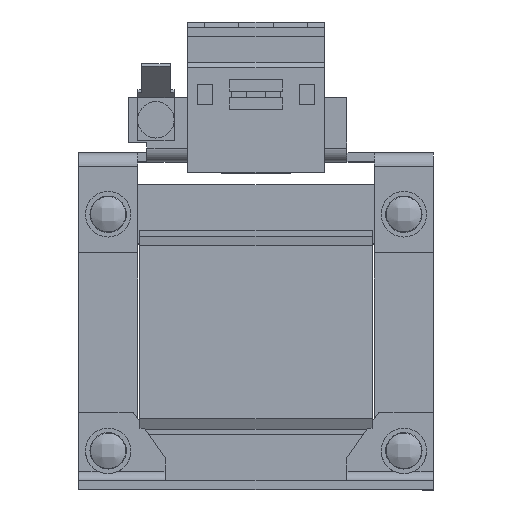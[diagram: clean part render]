
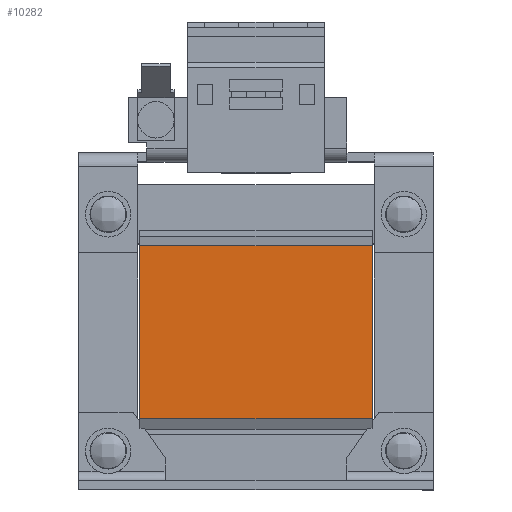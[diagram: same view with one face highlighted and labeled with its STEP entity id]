
A CAD part, top view. The second image highlights one B-rep face of the part: STEP entity #10282.
In plain terms, the highlighted planar face has unit normal (0, 0, 1).
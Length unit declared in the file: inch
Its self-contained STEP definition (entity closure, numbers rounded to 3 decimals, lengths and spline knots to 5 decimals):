
#334 = CARTESIAN_POINT ( 'NONE',  ( -1.00394, 0.74803, 1.36614 ) ) ;
#709 = LINE ( 'NONE', #8529, #8503 ) ;
#1300 = EDGE_CURVE ( 'NONE', #8918, #10777, #3727, .T. ) ;
#1574 = VECTOR ( 'NONE', #4704, 39.37008 ) ;
#1598 = VERTEX_POINT ( 'NONE', #334 ) ;
#1746 = ORIENTED_EDGE ( 'NONE', *, *, #1300, .T. ) ;
#2055 = EDGE_CURVE ( 'NONE', #1598, #10092, #2969, .T. ) ;
#2107 = VECTOR ( 'NONE', #10632, 39.37008 ) ;
#2799 = AXIS2_PLACEMENT_3D ( 'NONE', #7905, #10225, #9530 ) ;
#2969 = LINE ( 'NONE', #8969, #1574 ) ;
#3037 = CARTESIAN_POINT ( 'NONE',  ( 1.00394, 0.74803, 1.36614 ) ) ;
#3727 = LINE ( 'NONE', #8053, #2107 ) ;
#3955 = VECTOR ( 'NONE', #7285, 39.37008 ) ;
#4536 = ORIENTED_EDGE ( 'NONE', *, *, #2055, .F. ) ;
#4582 = PLANE ( 'NONE',  #2799 ) ;
#4700 = EDGE_LOOP ( 'NONE', ( #1746, #6482, #4536, #8291 ) ) ;
#4704 = DIRECTION ( 'NONE',  ( 1., 0., 0. ) ) ;
#5715 = CARTESIAN_POINT ( 'NONE',  ( -1.00394, -0.74803, 1.36614 ) ) ;
#6160 = FACE_OUTER_BOUND ( 'NONE', #4700, .T. ) ;
#6287 = EDGE_CURVE ( 'NONE', #1598, #8918, #10703, .T. ) ;
#6482 = ORIENTED_EDGE ( 'NONE', *, *, #9031, .F. ) ;
#7285 = DIRECTION ( 'NONE',  ( 0., -1., 0. ) ) ;
#7579 = DIRECTION ( 'NONE',  ( 0., -1., 0. ) ) ;
#7905 = CARTESIAN_POINT ( 'NONE',  ( 1.00394, 0.74803, 1.36614 ) ) ;
#8053 = CARTESIAN_POINT ( 'NONE',  ( 1.00394, -0.74803, 1.36614 ) ) ;
#8291 = ORIENTED_EDGE ( 'NONE', *, *, #6287, .T. ) ;
#8503 = VECTOR ( 'NONE', #7579, 39.37008 ) ;
#8529 = CARTESIAN_POINT ( 'NONE',  ( 1.00394, 0., 1.36614 ) ) ;
#8603 = CARTESIAN_POINT ( 'NONE',  ( 1.00394, -0.74803, 1.36614 ) ) ;
#8918 = VERTEX_POINT ( 'NONE', #5715 ) ;
#8969 = CARTESIAN_POINT ( 'NONE',  ( 1.00394, 0.74803, 1.36614 ) ) ;
#9031 = EDGE_CURVE ( 'NONE', #10092, #10777, #709, .T. ) ;
#9530 = DIRECTION ( 'NONE',  ( 0., 1., 0. ) ) ;
#9922 = CARTESIAN_POINT ( 'NONE',  ( -1.00394, 0., 1.36614 ) ) ;
#10092 = VERTEX_POINT ( 'NONE', #3037 ) ;
#10225 = DIRECTION ( 'NONE',  ( 0., 0., -1. ) ) ;
#10282 = ADVANCED_FACE ( 'NONE', ( #6160 ), #4582, .F. ) ;
#10632 = DIRECTION ( 'NONE',  ( 1., 0., 0. ) ) ;
#10703 = LINE ( 'NONE', #9922, #3955 ) ;
#10777 = VERTEX_POINT ( 'NONE', #8603 ) ;
